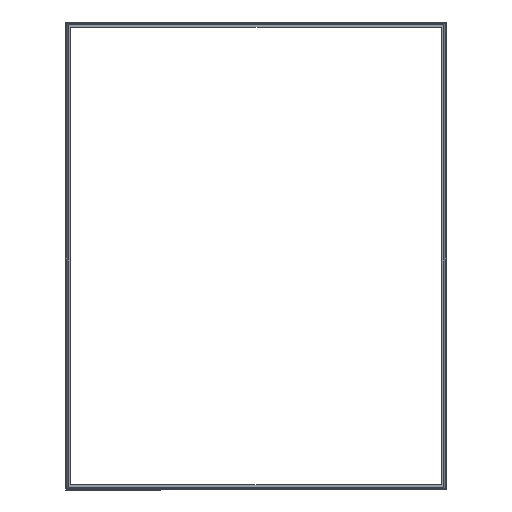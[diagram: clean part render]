
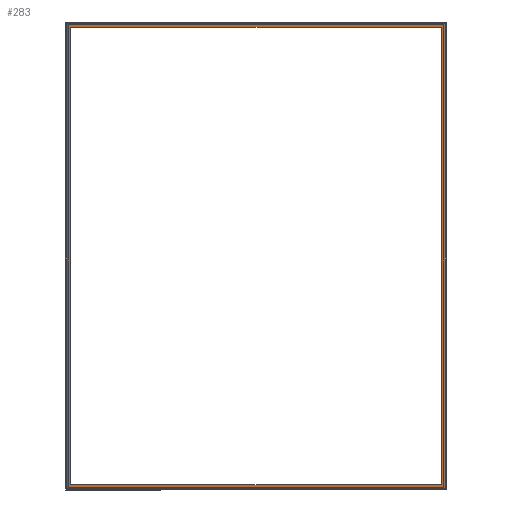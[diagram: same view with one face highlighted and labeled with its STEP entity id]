
A CAD part, top view. The second image highlights one B-rep face of the part: STEP entity #283.
In plain terms, the highlighted planar face has unit normal (0, 0, 1).
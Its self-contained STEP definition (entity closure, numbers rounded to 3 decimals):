
#8 = LINE ( 'NONE', #181, #63 ) ;
#13 = LINE ( 'NONE', #196, #445 ) ;
#30 = CARTESIAN_POINT ( 'NONE',  ( 27.379, 15.78, -12. ) ) ;
#38 = EDGE_CURVE ( 'NONE', #437, #326, #195, .T. ) ;
#48 = EDGE_LOOP ( 'NONE', ( #295, #400, #197, #50 ) ) ;
#50 = ORIENTED_EDGE ( 'NONE', *, *, #476, .F. ) ;
#51 = EDGE_CURVE ( 'NONE', #202, #437, #8, .T. ) ;
#54 = CARTESIAN_POINT ( 'NONE',  ( 27.379, 972.621, -12. ) ) ;
#57 = CARTESIAN_POINT ( 'NONE',  ( 21.287, 15.78, -12. ) ) ;
#63 = VECTOR ( 'NONE', #340, 1000. ) ;
#64 = VERTEX_POINT ( 'NONE', #260 ) ;
#67 = LINE ( 'NONE', #141, #441 ) ;
#74 = CARTESIAN_POINT ( 'NONE',  ( 21.287, 978.713, -12. ) ) ;
#83 = DIRECTION ( 'NONE',  ( 1., 0., 0. ) ) ;
#88 = DIRECTION ( 'NONE',  ( -1., 0., 0. ) ) ;
#95 = FACE_BOUND ( 'NONE', #392, .T. ) ;
#114 = LINE ( 'NONE', #423, #347 ) ;
#119 = VERTEX_POINT ( 'NONE', #200 ) ;
#128 = CARTESIAN_POINT ( 'NONE',  ( 27.379, 27.379, -12. ) ) ;
#133 = EDGE_CURVE ( 'NONE', #119, #214, #114, .T. ) ;
#136 = DIRECTION ( 'NONE',  ( -1., 0., 0. ) ) ;
#140 = DIRECTION ( 'NONE',  ( -1., 0., 0. ) ) ;
#141 = CARTESIAN_POINT ( 'NONE',  ( 27.379, 15.78, -12. ) ) ;
#142 = EDGE_CURVE ( 'NONE', #214, #64, #348, .T. ) ;
#146 = EDGE_CURVE ( 'NONE', #386, #202, #13, .T. ) ;
#173 = ORIENTED_EDGE ( 'NONE', *, *, #51, .T. ) ;
#181 = CARTESIAN_POINT ( 'NONE',  ( 792.621, 984.22, -12. ) ) ;
#189 = CARTESIAN_POINT ( 'NONE',  ( 804.22, 27.379, -12. ) ) ;
#195 = LINE ( 'NONE', #189, #367 ) ;
#196 = CARTESIAN_POINT ( 'NONE',  ( 15.78, 972.621, -12. ) ) ;
#197 = ORIENTED_EDGE ( 'NONE', *, *, #133, .F. ) ;
#200 = CARTESIAN_POINT ( 'NONE',  ( 798.713, 978.713, -12. ) ) ;
#202 = VERTEX_POINT ( 'NONE', #452 ) ;
#214 = VERTEX_POINT ( 'NONE', #280 ) ;
#215 = DIRECTION ( 'NONE',  ( 0., 1., 0. ) ) ;
#221 = DIRECTION ( 'NONE',  ( 0., 1., 0. ) ) ;
#225 = LINE ( 'NONE', #259, #381 ) ;
#228 = VECTOR ( 'NONE', #215, 1000. ) ;
#232 = DIRECTION ( 'NONE',  ( 0., -1., 0. ) ) ;
#237 = ORIENTED_EDGE ( 'NONE', *, *, #470, .T. ) ;
#251 = PLANE ( 'NONE',  #329 ) ;
#259 = CARTESIAN_POINT ( 'NONE',  ( 15.78, 978.713, -12. ) ) ;
#260 = CARTESIAN_POINT ( 'NONE',  ( 21.287, 21.287, -12. ) ) ;
#280 = CARTESIAN_POINT ( 'NONE',  ( 798.713, 21.287, -12. ) ) ;
#283 = ADVANCED_FACE ( 'NONE', ( #95, #434 ), #251, .F. ) ;
#295 = ORIENTED_EDGE ( 'NONE', *, *, #307, .F. ) ;
#307 = EDGE_CURVE ( 'NONE', #64, #440, #469, .T. ) ;
#326 = VERTEX_POINT ( 'NONE', #128 ) ;
#329 = AXIS2_PLACEMENT_3D ( 'NONE', #30, #361, #136 ) ;
#340 = DIRECTION ( 'NONE',  ( 0., -1., 0. ) ) ;
#347 = VECTOR ( 'NONE', #232, 1000. ) ;
#348 = LINE ( 'NONE', #421, #406 ) ;
#361 = DIRECTION ( 'NONE',  ( 0., 0., -1. ) ) ;
#367 = VECTOR ( 'NONE', #140, 1000. ) ;
#381 = VECTOR ( 'NONE', #448, 1000. ) ;
#386 = VERTEX_POINT ( 'NONE', #54 ) ;
#392 = EDGE_LOOP ( 'NONE', ( #173, #468, #237, #478 ) ) ;
#400 = ORIENTED_EDGE ( 'NONE', *, *, #142, .F. ) ;
#406 = VECTOR ( 'NONE', #88, 1000. ) ;
#421 = CARTESIAN_POINT ( 'NONE',  ( 804.22, 21.287, -12. ) ) ;
#423 = CARTESIAN_POINT ( 'NONE',  ( 798.713, 984.22, -12. ) ) ;
#434 = FACE_OUTER_BOUND ( 'NONE', #48, .T. ) ;
#437 = VERTEX_POINT ( 'NONE', #477 ) ;
#440 = VERTEX_POINT ( 'NONE', #74 ) ;
#441 = VECTOR ( 'NONE', #221, 1000. ) ;
#445 = VECTOR ( 'NONE', #83, 1000. ) ;
#448 = DIRECTION ( 'NONE',  ( 1., 0., 0. ) ) ;
#452 = CARTESIAN_POINT ( 'NONE',  ( 792.621, 972.621, -12. ) ) ;
#468 = ORIENTED_EDGE ( 'NONE', *, *, #38, .T. ) ;
#469 = LINE ( 'NONE', #57, #228 ) ;
#470 = EDGE_CURVE ( 'NONE', #326, #386, #67, .T. ) ;
#476 = EDGE_CURVE ( 'NONE', #440, #119, #225, .T. ) ;
#477 = CARTESIAN_POINT ( 'NONE',  ( 792.621, 27.379, -12. ) ) ;
#478 = ORIENTED_EDGE ( 'NONE', *, *, #146, .T. ) ;
